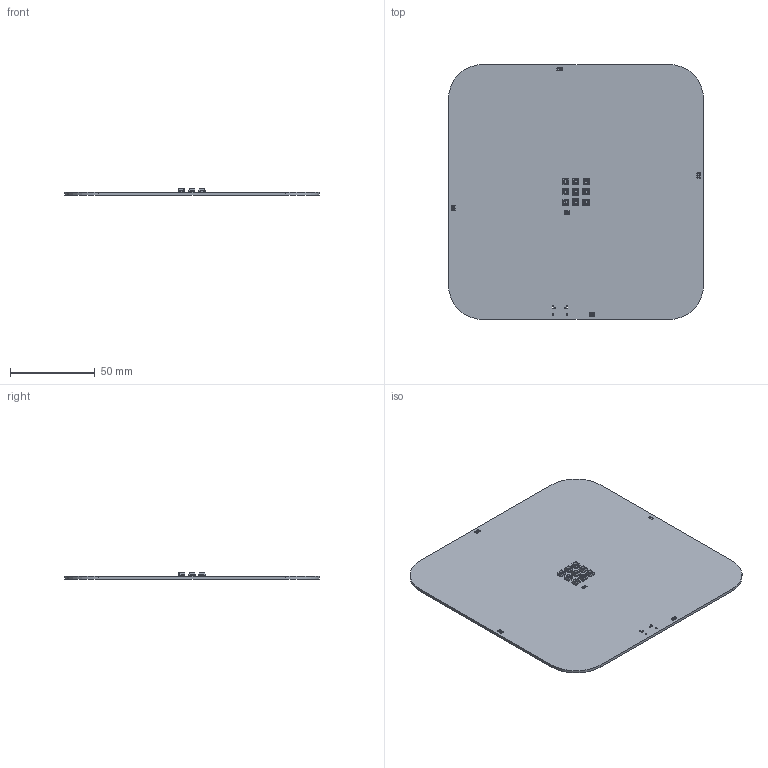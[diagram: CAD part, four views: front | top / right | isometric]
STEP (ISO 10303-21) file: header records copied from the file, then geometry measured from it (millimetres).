
FILE_DESCRIPTION(('KiCad electronic assembly'),'2;1');
FILE_NAME('CNLJS.step','2022-09-15T16:35:53',('Pcbnew'),('Kicad'), 'Open CASCADE STEP processor 7.6','KiCad to STEP converter','Unknown' );
FILE_SCHEMA(('AUTOMOTIVE_DESIGN { 1 0 10303 214 1 1 1 1 }'));
Length unit declared in the file: millimetre
Products named in the file (4): CNLJS 1; WS2812B Mini; COMPOUND; CNLJS PCB
Assembly tree (11 placements, depth 3):
  CNLJS 1
    WS2812B Mini  x9
      COMPOUND
    CNLJS PCB
Bounding box: 150 x 150 x 3.55 mm (x, y, z)
Volume: 35576.8 mm3; surface area: 45947.6 mm2
Topology: 55 solids, 55 shells, 670 faces, 1617 edges, 1066 vertices
Faces by surface type: bspline 612, cylinder 44, plane 14
Full cylindrical faces by diameter (mm): 0.65 x2, 0.7 x30
Entity records: 8329 total; most frequent: CARTESIAN_POINT 2680, ORIENTED_EDGE 658, PCURVE 658, DEFINITIONAL_REPRESENTATION 658, DIRECTION 644, B_SPLINE_CURVE_WITH_KNOTS 447, EDGE_CURVE 329, LINE 328
